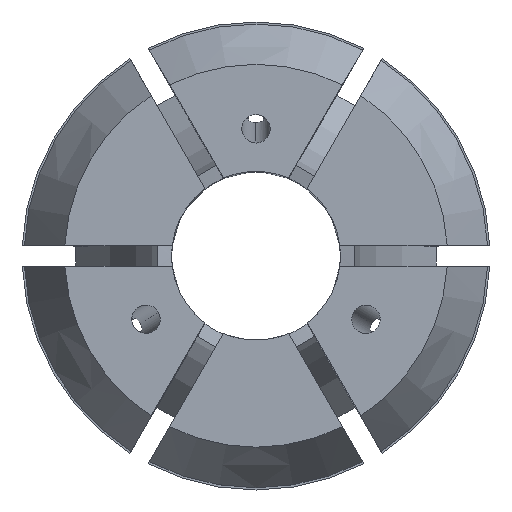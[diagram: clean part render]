
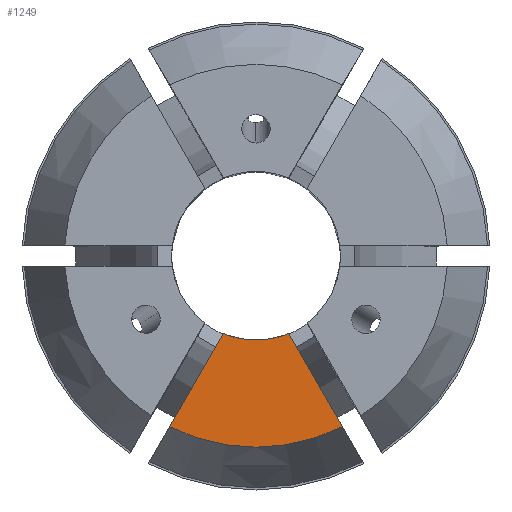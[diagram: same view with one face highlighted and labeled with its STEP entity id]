
A CAD part, top view. The second image highlights one B-rep face of the part: STEP entity #1249.
In plain terms, the highlighted planar face has unit normal (0, 0, 1).
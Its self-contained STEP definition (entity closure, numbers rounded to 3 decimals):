
#61 = DIRECTION ( 'NONE',  ( 0., 0., 1. ) ) ;
#196 = AXIS2_PLACEMENT_3D ( 'NONE', #1857, #61, #1607 ) ;
#491 = LINE ( 'NONE', #3377, #3381 ) ;
#712 = CARTESIAN_POINT ( 'NONE',  ( -6.09, -12.048, 40. ) ) ;
#833 = CARTESIAN_POINT ( 'NONE',  ( 0., 0., 40. ) ) ;
#874 = LINE ( 'NONE', #1510, #2138 ) ;
#915 = PLANE ( 'NONE',  #1686 ) ;
#955 = VERTEX_POINT ( 'NONE', #3645 ) ;
#1016 = ORIENTED_EDGE ( 'NONE', *, *, #2739, .F. ) ;
#1103 = VERTEX_POINT ( 'NONE', #712 ) ;
#1249 = ADVANCED_FACE ( 'NONE', ( #2839 ), #915, .T. ) ;
#1293 = DIRECTION ( 'NONE',  ( 0., 0., 1. ) ) ;
#1416 = ORIENTED_EDGE ( 'NONE', *, *, #3818, .T. ) ;
#1510 = CARTESIAN_POINT ( 'NONE',  ( 6.495, 9.75, 40. ) ) ;
#1607 = DIRECTION ( 'NONE',  ( 1., 0., 0. ) ) ;
#1619 = CIRCLE ( 'NONE', #196, 5.953 ) ;
#1686 = AXIS2_PLACEMENT_3D ( 'NONE', #3131, #1293, #2267 ) ;
#1857 = CARTESIAN_POINT ( 'NONE',  ( 0., 0., 40. ) ) ;
#1881 = ORIENTED_EDGE ( 'NONE', *, *, #3690, .F. ) ;
#1959 = EDGE_CURVE ( 'NONE', #3119, #3160, #1619, .T. ) ;
#2058 = CARTESIAN_POINT ( 'NONE',  ( -2.303, -5.489, 40. ) ) ;
#2084 = EDGE_LOOP ( 'NONE', ( #2517, #1416, #1881, #1016 ) ) ;
#2138 = VECTOR ( 'NONE', #3680, 1000. ) ;
#2267 = DIRECTION ( 'NONE',  ( 1., 0., 0. ) ) ;
#2517 = ORIENTED_EDGE ( 'NONE', *, *, #1959, .F. ) ;
#2739 = EDGE_CURVE ( 'NONE', #3160, #955, #491, .T. ) ;
#2839 = FACE_OUTER_BOUND ( 'NONE', #2084, .T. ) ;
#2960 = DIRECTION ( 'NONE',  ( 0., 0., -1. ) ) ;
#3119 = VERTEX_POINT ( 'NONE', #2058 ) ;
#3131 = CARTESIAN_POINT ( 'NONE',  ( 0., 13.499, 40. ) ) ;
#3160 = VERTEX_POINT ( 'NONE', #3356 ) ;
#3243 = DIRECTION ( 'NONE',  ( -1., 0., 0. ) ) ;
#3356 = CARTESIAN_POINT ( 'NONE',  ( 2.303, -5.489, 40. ) ) ;
#3377 = CARTESIAN_POINT ( 'NONE',  ( -6.495, 9.75, 40. ) ) ;
#3381 = VECTOR ( 'NONE', #4010, 1000. ) ;
#3426 = CIRCLE ( 'NONE', #3986, 13.499 ) ;
#3645 = CARTESIAN_POINT ( 'NONE',  ( 6.09, -12.048, 40. ) ) ;
#3680 = DIRECTION ( 'NONE',  ( -0.5, -0.866, 0. ) ) ;
#3690 = EDGE_CURVE ( 'NONE', #955, #1103, #3426, .T. ) ;
#3818 = EDGE_CURVE ( 'NONE', #3119, #1103, #874, .T. ) ;
#3986 = AXIS2_PLACEMENT_3D ( 'NONE', #833, #2960, #3243 ) ;
#4010 = DIRECTION ( 'NONE',  ( 0.5, -0.866, 0. ) ) ;
